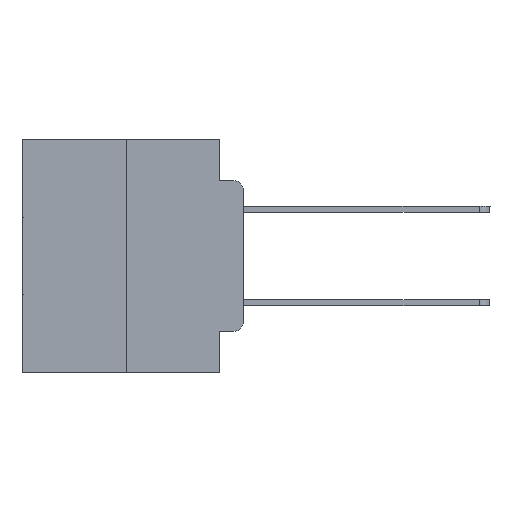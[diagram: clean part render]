
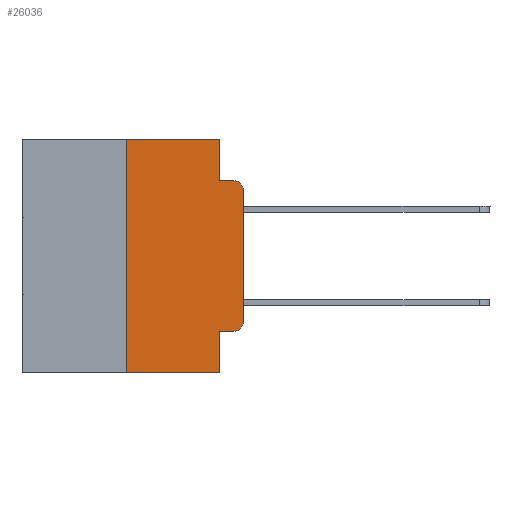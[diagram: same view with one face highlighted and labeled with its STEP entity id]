
A CAD part, left-side view. The second image highlights one B-rep face of the part: STEP entity #26036.
In plain terms, the highlighted planar face has unit normal (-1, 0, 0).
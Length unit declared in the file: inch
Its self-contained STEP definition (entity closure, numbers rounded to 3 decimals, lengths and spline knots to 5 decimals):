
#130 = VECTOR ( 'NONE', #24441, 39.37008 ) ;
#294 = VECTOR ( 'NONE', #5127, 39.37008 ) ;
#631 = AXIS2_PLACEMENT_3D ( 'NONE', #26527, #23736, #4983 ) ;
#754 = EDGE_CURVE ( 'NONE', #12623, #23614, #10299, .T. ) ;
#1725 = LINE ( 'NONE', #8547, #20160 ) ;
#1878 = AXIS2_PLACEMENT_3D ( 'NONE', #25362, #7898, #18195 ) ;
#2006 = CARTESIAN_POINT ( 'NONE',  ( 0., 0.051, 0. ) ) ;
#2032 = CARTESIAN_POINT ( 'NONE',  ( 0., 0.25, 0. ) ) ;
#2777 = ORIENTED_EDGE ( 'NONE', *, *, #8759, .F. ) ;
#3121 = LINE ( 'NONE', #28607, #25192 ) ;
#3751 = CARTESIAN_POINT ( 'NONE',  ( 0., 0.02, -0.4115 ) ) ;
#3888 = ORIENTED_EDGE ( 'NONE', *, *, #754, .T. ) ;
#4164 = VECTOR ( 'NONE', #28959, 39.37008 ) ;
#4885 = CARTESIAN_POINT ( 'NONE',  ( 0., 0.051, -0.0885 ) ) ;
#4983 = DIRECTION ( 'NONE',  ( 0., 0., -1. ) ) ;
#5127 = DIRECTION ( 'NONE',  ( 0., -1., 0. ) ) ;
#5155 = VERTEX_POINT ( 'NONE', #3751 ) ;
#5263 = EDGE_CURVE ( 'NONE', #30685, #14528, #20939, .T. ) ;
#6280 = VERTEX_POINT ( 'NONE', #11442 ) ;
#6486 = VECTOR ( 'NONE', #18122, 39.37008 ) ;
#7025 = CARTESIAN_POINT ( 'NONE',  ( 0., 0.051, -0.4115 ) ) ;
#7144 = DIRECTION ( 'NONE',  ( 0., 0., -1. ) ) ;
#7859 = LINE ( 'NONE', #12874, #130 ) ;
#7898 = DIRECTION ( 'NONE',  ( -1., 0., 0. ) ) ;
#8152 = VERTEX_POINT ( 'NONE', #7025 ) ;
#8206 = EDGE_CURVE ( 'NONE', #14528, #9943, #14526, .T. ) ;
#8547 = CARTESIAN_POINT ( 'NONE',  ( 0., 0.051, -0.4115 ) ) ;
#8602 = ORIENTED_EDGE ( 'NONE', *, *, #8206, .F. ) ;
#8759 = EDGE_CURVE ( 'NONE', #9943, #17274, #3121, .T. ) ;
#8820 = LINE ( 'NONE', #2006, #17737 ) ;
#9141 = ORIENTED_EDGE ( 'NONE', *, *, #29207, .F. ) ;
#9175 = PLANE ( 'NONE',  #631 ) ;
#9306 = DIRECTION ( 'NONE',  ( -1., 0., 0. ) ) ;
#9327 = CARTESIAN_POINT ( 'NONE',  ( 0., 0., -0.3915 ) ) ;
#9943 = VERTEX_POINT ( 'NONE', #27696 ) ;
#10299 = CIRCLE ( 'NONE', #1878, 0.02 ) ;
#10620 = VERTEX_POINT ( 'NONE', #9327 ) ;
#11293 = EDGE_CURVE ( 'NONE', #30685, #6280, #7859, .T. ) ;
#11442 = CARTESIAN_POINT ( 'NONE',  ( 0., 0.051, -0.5 ) ) ;
#11601 = ORIENTED_EDGE ( 'NONE', *, *, #12151, .F. ) ;
#12151 = EDGE_CURVE ( 'NONE', #8152, #6280, #8820, .T. ) ;
#12623 = VERTEX_POINT ( 'NONE', #28526 ) ;
#12648 = CARTESIAN_POINT ( 'NONE',  ( 0., 0.473, 0. ) ) ;
#12874 = CARTESIAN_POINT ( 'NONE',  ( 0., 0.473, -0.5 ) ) ;
#13206 = AXIS2_PLACEMENT_3D ( 'NONE', #27155, #9306, #25732 ) ;
#14526 = LINE ( 'NONE', #12648, #30731 ) ;
#14528 = VERTEX_POINT ( 'NONE', #2032 ) ;
#14662 = LINE ( 'NONE', #23904, #294 ) ;
#16074 = CARTESIAN_POINT ( 'NONE',  ( 0., 0.25, 0. ) ) ;
#17274 = VERTEX_POINT ( 'NONE', #4885 ) ;
#17737 = VECTOR ( 'NONE', #22932, 39.37008 ) ;
#18122 = DIRECTION ( 'NONE',  ( 0., 0., 1. ) ) ;
#18195 = DIRECTION ( 'NONE',  ( 0., 0., -1. ) ) ;
#18560 = EDGE_CURVE ( 'NONE', #10620, #12623, #21453, .T. ) ;
#19116 = CARTESIAN_POINT ( 'NONE',  ( 0., 0., 0. ) ) ;
#19473 = CARTESIAN_POINT ( 'NONE',  ( 0., 0.25, -0.5 ) ) ;
#19556 = DIRECTION ( 'NONE',  ( 0., -1., 0. ) ) ;
#20053 = ORIENTED_EDGE ( 'NONE', *, *, #11293, .T. ) ;
#20160 = VECTOR ( 'NONE', #27661, 39.37008 ) ;
#20410 = ORIENTED_EDGE ( 'NONE', *, *, #20747, .T. ) ;
#20747 = EDGE_CURVE ( 'NONE', #8152, #5155, #1725, .T. ) ;
#20939 = LINE ( 'NONE', #16074, #6486 ) ;
#21453 = LINE ( 'NONE', #19116, #4164 ) ;
#21711 = CARTESIAN_POINT ( 'NONE',  ( 0., 0.02, -0.0885 ) ) ;
#22216 = CIRCLE ( 'NONE', #13206, 0.02 ) ;
#22264 = ORIENTED_EDGE ( 'NONE', *, *, #5263, .F. ) ;
#22932 = DIRECTION ( 'NONE',  ( 0., 0., -1. ) ) ;
#23614 = VERTEX_POINT ( 'NONE', #21711 ) ;
#23736 = DIRECTION ( 'NONE',  ( 1., 0., 0. ) ) ;
#23904 = CARTESIAN_POINT ( 'NONE',  ( 0., 0.051, -0.0885 ) ) ;
#24441 = DIRECTION ( 'NONE',  ( 0., -1., 0. ) ) ;
#25192 = VECTOR ( 'NONE', #7144, 39.37008 ) ;
#25362 = CARTESIAN_POINT ( 'NONE',  ( 0., 0.02, -0.1085 ) ) ;
#25732 = DIRECTION ( 'NONE',  ( 0., 0., -1. ) ) ;
#26036 = ADVANCED_FACE ( 'NONE', ( #26228 ), #9175, .F. ) ;
#26177 = ORIENTED_EDGE ( 'NONE', *, *, #18560, .T. ) ;
#26228 = FACE_OUTER_BOUND ( 'NONE', #28292, .T. ) ;
#26527 = CARTESIAN_POINT ( 'NONE',  ( 0., 0.473, 0. ) ) ;
#27155 = CARTESIAN_POINT ( 'NONE',  ( 0., 0.02, -0.3915 ) ) ;
#27661 = DIRECTION ( 'NONE',  ( 0., -1., 0. ) ) ;
#27696 = CARTESIAN_POINT ( 'NONE',  ( 0., 0.051, 0. ) ) ;
#28292 = EDGE_LOOP ( 'NONE', ( #26177, #3888, #9141, #2777, #8602, #22264, #20053, #11601, #20410, #29335 ) ) ;
#28526 = CARTESIAN_POINT ( 'NONE',  ( 0., 0., -0.1085 ) ) ;
#28607 = CARTESIAN_POINT ( 'NONE',  ( 0., 0.051, 0. ) ) ;
#28959 = DIRECTION ( 'NONE',  ( 0., 0., 1. ) ) ;
#29207 = EDGE_CURVE ( 'NONE', #17274, #23614, #14662, .T. ) ;
#29335 = ORIENTED_EDGE ( 'NONE', *, *, #29429, .T. ) ;
#29429 = EDGE_CURVE ( 'NONE', #5155, #10620, #22216, .T. ) ;
#30685 = VERTEX_POINT ( 'NONE', #19473 ) ;
#30731 = VECTOR ( 'NONE', #19556, 39.37008 ) ;
